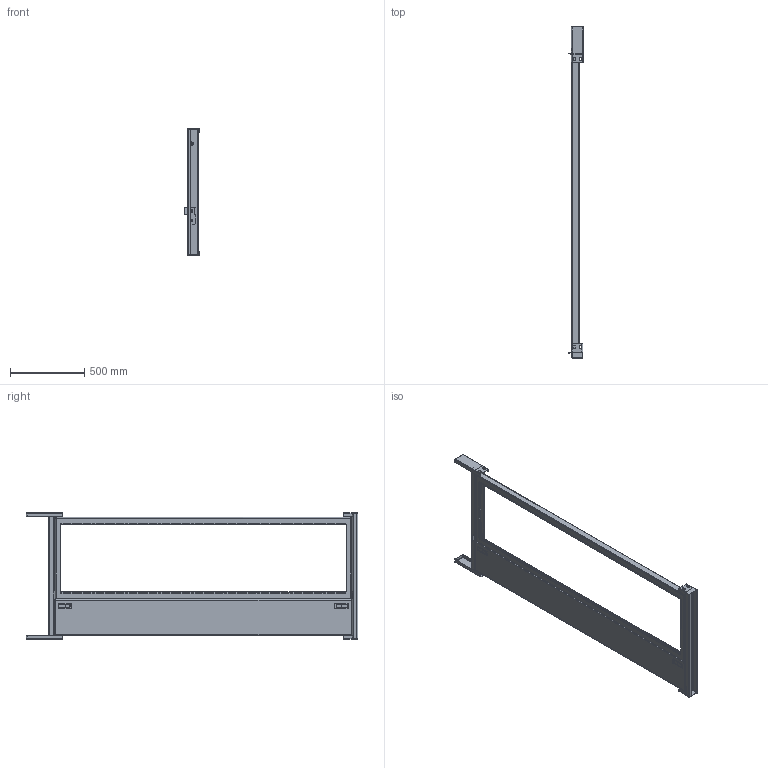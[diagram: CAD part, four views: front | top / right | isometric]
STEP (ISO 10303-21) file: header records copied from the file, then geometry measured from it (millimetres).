
FILE_DESCRIPTION (( 'STEP AP214' ), '1' );
FILE_NAME ('SCE-9036SOF19.STEP', '2021-02-04T16:22:47', ( '' ), ( '' ), 'SwSTEP 2.0', 'SolidWorks 2019', '' );
FILE_SCHEMA (( 'AUTOMOTIVE_DESIGN' ));
Length unit declared in the file: inch
Products named in the file (1): SCE-9036SOF19
Bounding box: 99.62 x 2235.09 x 852.61 mm (x, y, z)
Volume: 4817274.3 mm3; surface area: 3104314.2 mm2
Topology: 38 solids, 38 shells, 1525 faces, 4081 edges, 2649 vertices
Faces by surface type: cylinder 935, plane 517, bspline 43, cone 22, sphere 8
Full cylindrical faces by diameter (mm): 4.064 x4, 4.318 x11, 4.826 x11, 4.902 x11, 5.537 x11, 6.604 x11, 7.137 x260, 9.525 x4, 12.7 x4, 12.776 x1, 13.487 x3, 25.4 x2
Entity records: 69387 total; most frequent: CARTESIAN_POINT 10186, DIRECTION 8265, ORIENTED_EDGE 7392, EDGE_CURVE 3696, AXIS2_PLACEMENT_3D 3253, VERTEX_POINT 2638, EDGE_LOOP 2560, FACE_OUTER_BOUND 1869
